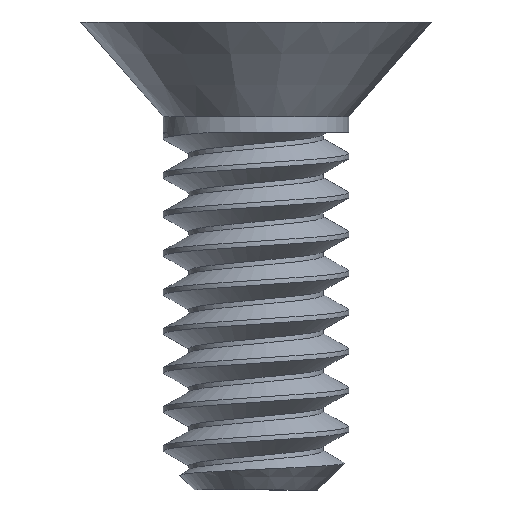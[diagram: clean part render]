
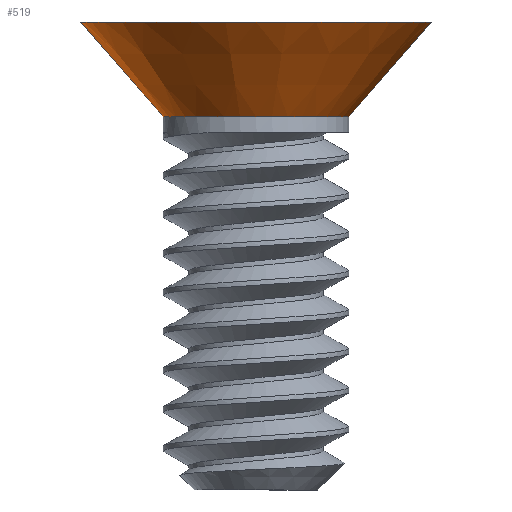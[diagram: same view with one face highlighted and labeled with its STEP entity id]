
A CAD part, left-side view. The second image highlights one B-rep face of the part: STEP entity #519.
In plain terms, the highlighted conical face has half-angle 41 degrees and reference radius 1.257 mm.
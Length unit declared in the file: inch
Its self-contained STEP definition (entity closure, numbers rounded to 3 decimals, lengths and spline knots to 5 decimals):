
#23 = VERTEX_POINT ( 'NONE', #434 ) ;
#82 = CARTESIAN_POINT ( 'NONE',  ( 0., -0.0935, 0.059 ) ) ;
#104 = CARTESIAN_POINT ( 'NONE',  ( 0., 0.0495, 0.00838 ) ) ;
#239 = CARTESIAN_POINT ( 'NONE',  ( 0., 0., 0.00838 ) ) ;
#259 = LINE ( 'NONE', #104, #405 ) ;
#298 = DIRECTION ( 'NONE',  ( 0., -1., 0. ) ) ;
#358 = AXIS2_PLACEMENT_3D ( 'NONE', #1451, #769, #1002 ) ;
#405 = VECTOR ( 'NONE', #2504, 39.37008 ) ;
#434 = CARTESIAN_POINT ( 'NONE',  ( 0., 0.0935, 0.059 ) ) ;
#519 = ADVANCED_FACE ( 'NONE', ( #683 ), #2531, .T. ) ;
#553 = DIRECTION ( 'NONE',  ( 0., 0., 1. ) ) ;
#629 = ORIENTED_EDGE ( 'NONE', *, *, #2053, .F. ) ;
#683 = FACE_OUTER_BOUND ( 'NONE', #2032, .T. ) ;
#741 = EDGE_CURVE ( 'NONE', #2449, #2109, #2391, .T. ) ;
#769 = DIRECTION ( 'NONE',  ( 0., 0., -1. ) ) ;
#969 = DIRECTION ( 'NONE',  ( 0., 0., 1. ) ) ;
#983 = ORIENTED_EDGE ( 'NONE', *, *, #3047, .F. ) ;
#1002 = DIRECTION ( 'NONE',  ( 0., 1., 0. ) ) ;
#1311 = EDGE_CURVE ( 'NONE', #2449, #2060, #1937, .T. ) ;
#1451 = CARTESIAN_POINT ( 'NONE',  ( 0., 0., 0.00838 ) ) ;
#1565 = CARTESIAN_POINT ( 'NONE',  ( 0., 0., 0.059 ) ) ;
#1581 = CARTESIAN_POINT ( 'NONE',  ( 0., -0.0495, 0.00838 ) ) ;
#1937 = CIRCLE ( 'NONE', #358, 0.0495 ) ;
#1962 = CIRCLE ( 'NONE', #2904, 0.0935 ) ;
#2032 = EDGE_LOOP ( 'NONE', ( #629, #2671, #2810, #983 ) ) ;
#2053 = EDGE_CURVE ( 'NONE', #2060, #23, #259, .T. ) ;
#2060 = VERTEX_POINT ( 'NONE', #2983 ) ;
#2109 = VERTEX_POINT ( 'NONE', #82 ) ;
#2273 = DIRECTION ( 'NONE',  ( 0., -0.656, 0.755 ) ) ;
#2391 = LINE ( 'NONE', #1581, #2620 ) ;
#2449 = VERTEX_POINT ( 'NONE', #3041 ) ;
#2504 = DIRECTION ( 'NONE',  ( 0., 0.656, 0.755 ) ) ;
#2531 = CONICAL_SURFACE ( 'NONE', #2584, 0.0495, 0.716 ) ;
#2584 = AXIS2_PLACEMENT_3D ( 'NONE', #239, #969, #3100 ) ;
#2620 = VECTOR ( 'NONE', #2273, 39.37008 ) ;
#2671 = ORIENTED_EDGE ( 'NONE', *, *, #1311, .F. ) ;
#2810 = ORIENTED_EDGE ( 'NONE', *, *, #741, .T. ) ;
#2904 = AXIS2_PLACEMENT_3D ( 'NONE', #1565, #553, #298 ) ;
#2983 = CARTESIAN_POINT ( 'NONE',  ( 0., 0.0495, 0.00838 ) ) ;
#3041 = CARTESIAN_POINT ( 'NONE',  ( 0., -0.0495, 0.00838 ) ) ;
#3047 = EDGE_CURVE ( 'NONE', #23, #2109, #1962, .T. ) ;
#3100 = DIRECTION ( 'NONE',  ( 0., -1., 0. ) ) ;
